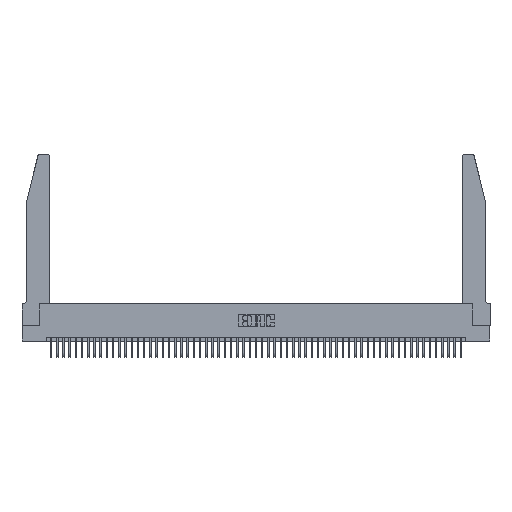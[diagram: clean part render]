
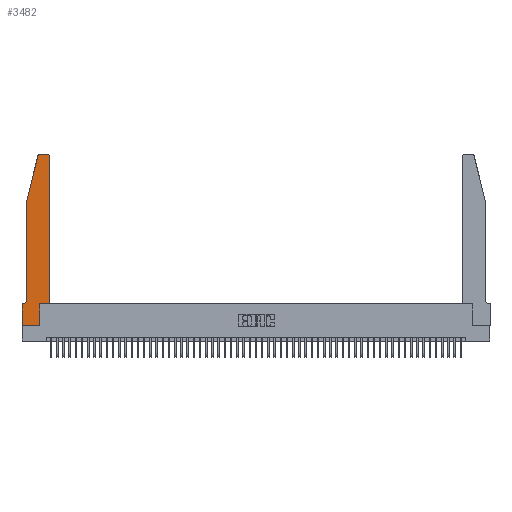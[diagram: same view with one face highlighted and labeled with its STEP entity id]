
A CAD part, top view. The second image highlights one B-rep face of the part: STEP entity #3482.
In plain terms, the highlighted planar face has unit normal (0, 0, 1).
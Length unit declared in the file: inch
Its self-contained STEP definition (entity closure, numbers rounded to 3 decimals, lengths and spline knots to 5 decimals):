
#563 = LINE ( 'NONE', #20439, #41943 ) ;
#819 = LINE ( 'NONE', #45653, #10390 ) ;
#1479 = EDGE_CURVE ( 'NONE', #18595, #14427, #34878, .T. ) ;
#3482 = ADVANCED_FACE ( 'NONE', ( #38436 ), #25780, .T. ) ;
#3908 = CARTESIAN_POINT ( 'NONE',  ( 0., 0., 0.37 ) ) ;
#4344 = VERTEX_POINT ( 'NONE', #35086 ) ;
#5323 = ORIENTED_EDGE ( 'NONE', *, *, #7689, .T. ) ;
#5616 = CARTESIAN_POINT ( 'NONE',  ( 0., 0., 0.37 ) ) ;
#5663 = VERTEX_POINT ( 'NONE', #22806 ) ;
#5687 = EDGE_CURVE ( 'NONE', #4344, #17757, #42641, .T. ) ;
#5729 = DIRECTION ( 'NONE',  ( 0., 0., 1. ) ) ;
#5754 = DIRECTION ( 'NONE',  ( 0., -1., 0. ) ) ;
#6122 = CARTESIAN_POINT ( 'NONE',  ( 0., 0., 0.37 ) ) ;
#7689 = EDGE_CURVE ( 'NONE', #5663, #14073, #12496, .T. ) ;
#7714 = ORIENTED_EDGE ( 'NONE', *, *, #5687, .T. ) ;
#8039 = DIRECTION ( 'NONE',  ( 0., 1., 0. ) ) ;
#10101 = EDGE_CURVE ( 'NONE', #38008, #4344, #50603, .T. ) ;
#10390 = VECTOR ( 'NONE', #5754, 39.37008 ) ;
#10556 = CARTESIAN_POINT ( 'NONE',  ( 0.4205, 2.72, 0.37 ) ) ;
#10782 = EDGE_CURVE ( 'NONE', #17757, #13321, #40523, .T. ) ;
#11047 = CARTESIAN_POINT ( 'NONE',  ( 0.0755, 0.35, 0.37 ) ) ;
#11515 = LINE ( 'NONE', #32012, #31477 ) ;
#11583 = EDGE_CURVE ( 'NONE', #12374, #18595, #33605, .T. ) ;
#12374 = VERTEX_POINT ( 'NONE', #19947 ) ;
#12496 = LINE ( 'NONE', #37708, #41777 ) ;
#13321 = VERTEX_POINT ( 'NONE', #6122 ) ;
#13849 = DIRECTION ( 'NONE',  ( -0.239, -0.971, 0. ) ) ;
#14073 = VERTEX_POINT ( 'NONE', #39436 ) ;
#14427 = VERTEX_POINT ( 'NONE', #28010 ) ;
#14624 = DIRECTION ( 'NONE',  ( 1., 0., 0. ) ) ;
#14947 = CARTESIAN_POINT ( 'NONE',  ( 0.4505, 0.35, 0.37 ) ) ;
#15105 = DIRECTION ( 'NONE',  ( -1., 0., 0. ) ) ;
#15127 = DIRECTION ( 'NONE',  ( 0., 0., 1. ) ) ;
#15186 = ORIENTED_EDGE ( 'NONE', *, *, #10101, .T. ) ;
#15790 = ORIENTED_EDGE ( 'NONE', *, *, #45782, .T. ) ;
#16055 = EDGE_CURVE ( 'NONE', #14427, #5663, #39324, .T. ) ;
#17757 = VERTEX_POINT ( 'NONE', #24740 ) ;
#18595 = VERTEX_POINT ( 'NONE', #37502 ) ;
#19330 = DIRECTION ( 'NONE',  ( 0., 0., -1. ) ) ;
#19947 = CARTESIAN_POINT ( 'NONE',  ( 0.4505, 2.72, 0.37 ) ) ;
#20439 = CARTESIAN_POINT ( 'NONE',  ( 0.4505, 0.35, 0.37 ) ) ;
#21258 = VERTEX_POINT ( 'NONE', #26280 ) ;
#22806 = CARTESIAN_POINT ( 'NONE',  ( 0.25487, 2.72718, 0.37 ) ) ;
#22981 = AXIS2_PLACEMENT_3D ( 'NONE', #10556, #38466, #14624 ) ;
#24740 = CARTESIAN_POINT ( 'NONE',  ( 0., 0.35, 0.37 ) ) ;
#24860 = DIRECTION ( 'NONE',  ( 0., 1., 0. ) ) ;
#25105 = CARTESIAN_POINT ( 'NONE',  ( 0.0755, 0.42, 0.37 ) ) ;
#25605 = CARTESIAN_POINT ( 'NONE',  ( 0., 0.35, 0.37 ) ) ;
#25780 = PLANE ( 'NONE',  #36073 ) ;
#26149 = VERTEX_POINT ( 'NONE', #38971 ) ;
#26280 = CARTESIAN_POINT ( 'NONE',  ( 0.2865, 0., 0.37 ) ) ;
#26782 = CARTESIAN_POINT ( 'NONE',  ( 0.2605, 2.75, 0.37 ) ) ;
#28010 = CARTESIAN_POINT ( 'NONE',  ( 0.284, 2.75, 0.37 ) ) ;
#28025 = AXIS2_PLACEMENT_3D ( 'NONE', #38979, #15127, #42964 ) ;
#28465 = DIRECTION ( 'NONE',  ( 1., 0., 0. ) ) ;
#29933 = VECTOR ( 'NONE', #35975, 39.37008 ) ;
#31477 = VECTOR ( 'NONE', #8039, 39.37008 ) ;
#31509 = VERTEX_POINT ( 'NONE', #14947 ) ;
#32012 = CARTESIAN_POINT ( 'NONE',  ( 0.2865, 0.35, 0.37 ) ) ;
#33219 = EDGE_CURVE ( 'NONE', #13321, #21258, #35345, .T. ) ;
#33494 = DIRECTION ( 'NONE',  ( 1., 0., 0. ) ) ;
#33605 = CIRCLE ( 'NONE', #22981, 0.03 ) ;
#33775 = DIRECTION ( 'NONE',  ( 1., 0., 0. ) ) ;
#34126 = EDGE_CURVE ( 'NONE', #21258, #26149, #11515, .T. ) ;
#34878 = LINE ( 'NONE', #26782, #44225 ) ;
#35086 = CARTESIAN_POINT ( 'NONE',  ( 0.0055, 0.35, 0.37 ) ) ;
#35345 = LINE ( 'NONE', #5616, #45953 ) ;
#35636 = VECTOR ( 'NONE', #24860, 39.37008 ) ;
#35975 = DIRECTION ( 'NONE',  ( 0., -1., 0. ) ) ;
#36073 = AXIS2_PLACEMENT_3D ( 'NONE', #25605, #5729, #33775 ) ;
#36311 = EDGE_LOOP ( 'NONE', ( #37085, #36835, #5323, #38232, #15186, #7714, #44599, #44910, #37542, #15790, #42018, #42893 ) ) ;
#36835 = ORIENTED_EDGE ( 'NONE', *, *, #16055, .T. ) ;
#37085 = ORIENTED_EDGE ( 'NONE', *, *, #1479, .T. ) ;
#37502 = CARTESIAN_POINT ( 'NONE',  ( 0.4205, 2.75, 0.37 ) ) ;
#37542 = ORIENTED_EDGE ( 'NONE', *, *, #34126, .T. ) ;
#37708 = CARTESIAN_POINT ( 'NONE',  ( 0.0755, 2., 0.37 ) ) ;
#38008 = VERTEX_POINT ( 'NONE', #25105 ) ;
#38232 = ORIENTED_EDGE ( 'NONE', *, *, #49695, .T. ) ;
#38436 = FACE_OUTER_BOUND ( 'NONE', #36311, .T. ) ;
#38466 = DIRECTION ( 'NONE',  ( 0., 0., 1. ) ) ;
#38571 = DIRECTION ( 'NONE',  ( -1., 0., 0. ) ) ;
#38971 = CARTESIAN_POINT ( 'NONE',  ( 0.2865, 0.35, 0.37 ) ) ;
#38979 = CARTESIAN_POINT ( 'NONE',  ( 0.284, 2.72, 0.37 ) ) ;
#39324 = CIRCLE ( 'NONE', #28025, 0.03 ) ;
#39436 = CARTESIAN_POINT ( 'NONE',  ( 0.0755, 2., 0.37 ) ) ;
#40489 = CARTESIAN_POINT ( 'NONE',  ( 0.4505, 0.35, 0.37 ) ) ;
#40523 = LINE ( 'NONE', #3908, #29933 ) ;
#41367 = VECTOR ( 'NONE', #15105, 39.37008 ) ;
#41777 = VECTOR ( 'NONE', #13849, 39.37008 ) ;
#41943 = VECTOR ( 'NONE', #28465, 39.37008 ) ;
#42018 = ORIENTED_EDGE ( 'NONE', *, *, #46767, .T. ) ;
#42641 = LINE ( 'NONE', #11047, #41367 ) ;
#42893 = ORIENTED_EDGE ( 'NONE', *, *, #11583, .T. ) ;
#42964 = DIRECTION ( 'NONE',  ( 1., 0., 0. ) ) ;
#43164 = CARTESIAN_POINT ( 'NONE',  ( 0.0055, 0.42, 0.37 ) ) ;
#44225 = VECTOR ( 'NONE', #38571, 39.37008 ) ;
#44599 = ORIENTED_EDGE ( 'NONE', *, *, #10782, .T. ) ;
#44910 = ORIENTED_EDGE ( 'NONE', *, *, #33219, .T. ) ;
#45653 = CARTESIAN_POINT ( 'NONE',  ( 0.0755, 2., 0.37 ) ) ;
#45782 = EDGE_CURVE ( 'NONE', #26149, #31509, #563, .T. ) ;
#45953 = VECTOR ( 'NONE', #33494, 39.37008 ) ;
#46261 = LINE ( 'NONE', #40489, #35636 ) ;
#46767 = EDGE_CURVE ( 'NONE', #31509, #12374, #46261, .T. ) ;
#47210 = DIRECTION ( 'NONE',  ( -1., 0., 0. ) ) ;
#49280 = AXIS2_PLACEMENT_3D ( 'NONE', #43164, #19330, #47210 ) ;
#49695 = EDGE_CURVE ( 'NONE', #14073, #38008, #819, .T. ) ;
#50603 = CIRCLE ( 'NONE', #49280, 0.07 ) ;
